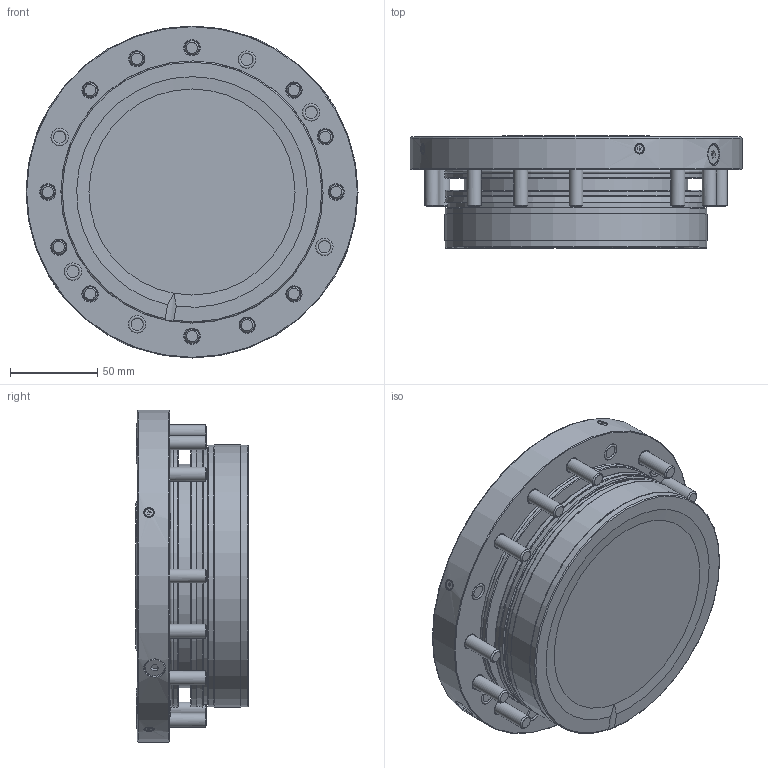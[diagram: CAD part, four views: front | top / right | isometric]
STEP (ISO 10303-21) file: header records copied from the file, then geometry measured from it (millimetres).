
FILE_DESCRIPTION (( 'STEP AP214' ), '1' );
FILE_NAME ('STARK_804 575_A.STEP', '2022-05-04T07:00:03', ( '' ), ( '' ), 'SwSTEP 2.0', 'SolidWorks 2021', '' );
FILE_SCHEMA (( 'AUTOMOTIVE_DESIGN' ));
Length unit declared in the file: millimetre
Products named in the file (1): STARK_804 575_A
Bounding box: 190 x 64.3 x 190 mm (x, y, z)
Volume: 1226252.4 mm3; surface area: 118150.8 mm2
Topology: 1 solids, 17 shells, 511 faces, 1197 edges, 792 vertices
Faces by surface type: cylinder 186, plane 170, cone 91, torus 40, sphere 24
Full cylindrical faces by diameter (mm): 0.4 x4, 2.5 x2, 4.5 x4, 4.6 x4, 5.5 x4, 5.9 x4, 5.95 x4, 6 x8, 8 x12, 8.2 x12, 10 x6, 12 x2, 12.5 x2, 15 x12, 36.6 x1, 37 x1, 48 x1, 65 x1, 66.966 x1, 128 x1, 140 x1, 146.748 x2, 147 x1, 147.8 x1, 149.7 x3, 150 x2, 188.2 x1, 190 x1
Entity records: 30038 total; most frequent: CARTESIAN_POINT 16588, DIRECTION 1992, ORIENTED_EDGE 1650, AXIS2_PLACEMENT_3D 939, EDGE_LOOP 852, EDGE_CURVE 825, VERTEX_POINT 657, FACE_OUTER_BOUND 636
